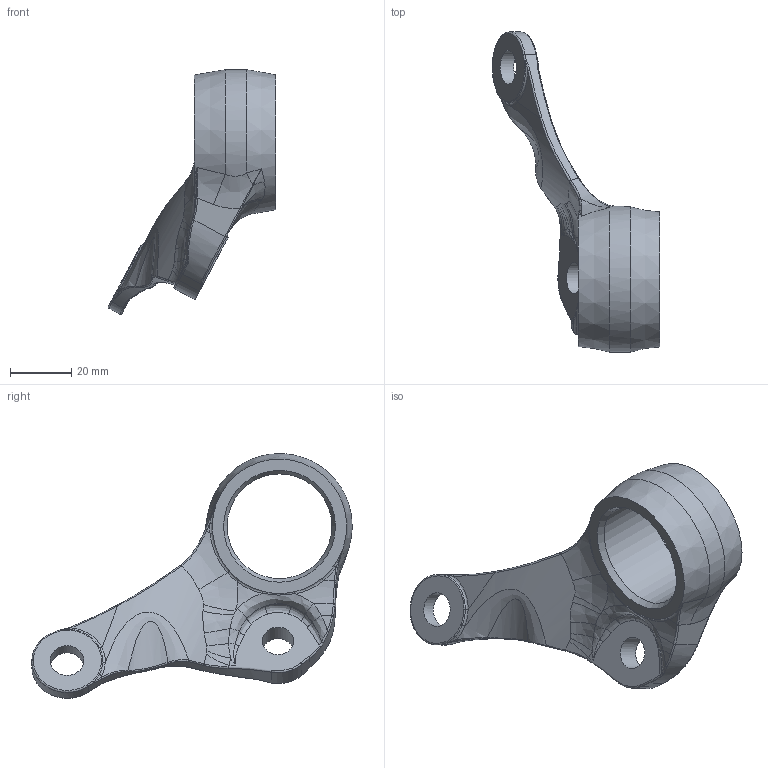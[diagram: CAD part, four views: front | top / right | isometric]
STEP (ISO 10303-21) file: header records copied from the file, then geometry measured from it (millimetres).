
FILE_DESCRIPTION(/* description */ (''),/* implementation_level */ '2;1');
FILE_NAME(/* name */ 'HH-CM4621-340_Ab_stp.stp',/* time_stamp */ '2017-12-08T15:48:02+03:00',/* author */ (''),/* organization */ (''),/* preprocessor_version */ 'ST-DEVELOPER v16',/* originating_system */ 'SIEMENS PLM Software NX 11.0',/* authorisation */ '');
FILE_SCHEMA (('AUTOMOTIVE_DESIGN { 1 0 10303 214 3 1 1 1 }'));
Length unit declared in the file: millimetre
Products named in the file (1): HH-CM4621-340_Ab_stp
Bounding box: 54.62 x 104.43 x 79.77 mm (x, y, z)
Volume: 36132.5 mm3; surface area: 14175.9 mm2
Topology: 1 solids, 1 shells, 169 faces, 401 edges, 232 vertices
Faces by surface type: bspline 130, cylinder 19, plane 14, cone 4, torus 2
Full cylindrical faces by diameter (mm): 10.2 x1, 11 x1, 34.15 x1
Entity records: 8610 total; most frequent: CARTESIAN_POINT 6036, ORIENTED_EDGE 768, EDGE_CURVE 384, VERTEX_POINT 224, B_SPLINE_CURVE_WITH_KNOTS 187, EDGE_LOOP 180, ADVANCED_FACE 168, DIRECTION 159
